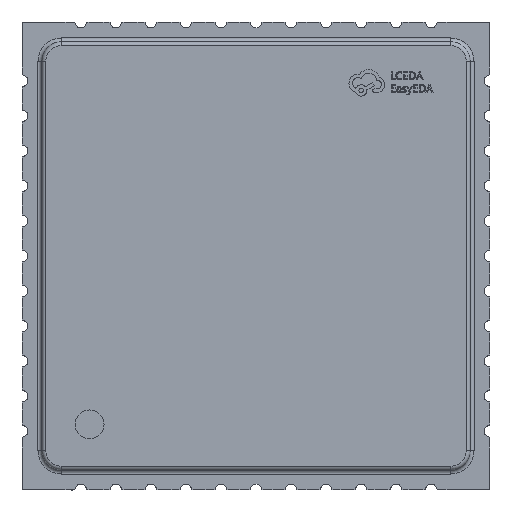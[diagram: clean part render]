
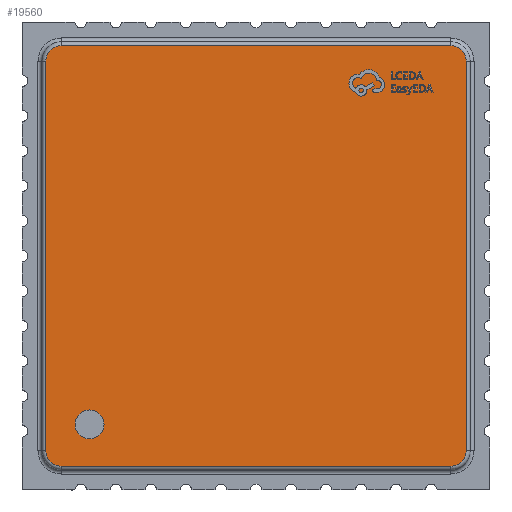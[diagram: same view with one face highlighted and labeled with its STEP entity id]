
A CAD part, top view. The second image highlights one B-rep face of the part: STEP entity #19560.
In plain terms, the highlighted planar face has unit normal (0, 0, 1).
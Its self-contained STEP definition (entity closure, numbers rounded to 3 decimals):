
#201 = CARTESIAN_POINT ( 'NONE',  ( 5., 5.4, 1.5 ) ) ;
#397 = VERTEX_POINT ( 'NONE', #28628 ) ;
#538 = VERTEX_POINT ( 'NONE', #8849 ) ;
#861 = CARTESIAN_POINT ( 'NONE',  ( 5.4, -5., 1.5 ) ) ;
#2448 = CARTESIAN_POINT ( 'NONE',  ( -4.276, -4.327, 1.5 ) ) ;
#3565 = ORIENTED_EDGE ( 'NONE', *, *, #29986, .T. ) ;
#3809 = CIRCLE ( 'NONE', #9929, 0.4 ) ;
#4196 = DIRECTION ( 'NONE',  ( 0., 0., 1. ) ) ;
#4419 = DIRECTION ( 'NONE',  ( 1., 0., 0. ) ) ;
#4438 = ORIENTED_EDGE ( 'NONE', *, *, #5237, .T. ) ;
#5237 = EDGE_CURVE ( 'NONE', #34257, #18997, #26470, .T. ) ;
#5556 = EDGE_CURVE ( 'NONE', #397, #29563, #15919, .T. ) ;
#6328 = DIRECTION ( 'NONE',  ( 1., 0., 0. ) ) ;
#6520 = VERTEX_POINT ( 'NONE', #201 ) ;
#6651 = EDGE_CURVE ( 'NONE', #29563, #397, #23135, .T. ) ;
#6695 = CARTESIAN_POINT ( 'NONE',  ( -5.4, -5., 1.5 ) ) ;
#6844 = CARTESIAN_POINT ( 'NONE',  ( -5.4, 5., 1.5 ) ) ;
#6968 = DIRECTION ( 'NONE',  ( 0., 0., 1. ) ) ;
#7061 = LINE ( 'NONE', #15254, #10285 ) ;
#7553 = AXIS2_PLACEMENT_3D ( 'NONE', #31458, #10689, #7739 ) ;
#7718 = ORIENTED_EDGE ( 'NONE', *, *, #12503, .T. ) ;
#7739 = DIRECTION ( 'NONE',  ( 1., 0., 0. ) ) ;
#7964 = CARTESIAN_POINT ( 'NONE',  ( -3.904, -4.327, 1.5 ) ) ;
#8718 = DIRECTION ( 'NONE',  ( 1., 0., 0. ) ) ;
#8849 = CARTESIAN_POINT ( 'NONE',  ( 5., -5.4, 1.5 ) ) ;
#8878 = EDGE_CURVE ( 'NONE', #18997, #24901, #3809, .T. ) ;
#8891 = CARTESIAN_POINT ( 'NONE',  ( 5., -5., 1.5 ) ) ;
#9250 = CARTESIAN_POINT ( 'NONE',  ( -4.276, -4.327, 1.5 ) ) ;
#9929 = AXIS2_PLACEMENT_3D ( 'NONE', #20015, #30538, #17421 ) ;
#10285 = VECTOR ( 'NONE', #25955, 1000. ) ;
#10354 = EDGE_CURVE ( 'NONE', #10508, #30382, #13274, .T. ) ;
#10508 = VERTEX_POINT ( 'NONE', #861 ) ;
#10689 = DIRECTION ( 'NONE',  ( 0., 0., 1. ) ) ;
#10900 = AXIS2_PLACEMENT_3D ( 'NONE', #2448, #23490, #26426 ) ;
#11327 = CARTESIAN_POINT ( 'NONE',  ( -5., -5.4, 1.5 ) ) ;
#11639 = CARTESIAN_POINT ( 'NONE',  ( 5.4, 5., 1.5 ) ) ;
#11848 = CARTESIAN_POINT ( 'NONE',  ( 0., 0., 1.5 ) ) ;
#11886 = CIRCLE ( 'NONE', #16343, 0.4 ) ;
#12032 = DIRECTION ( 'NONE',  ( 0., 0., 1. ) ) ;
#12503 = EDGE_CURVE ( 'NONE', #6520, #25819, #7061, .T. ) ;
#12535 = AXIS2_PLACEMENT_3D ( 'NONE', #22152, #32647, #6328 ) ;
#13146 = CARTESIAN_POINT ( 'NONE',  ( -5., 5.4, 1.5 ) ) ;
#13274 = LINE ( 'NONE', #24155, #16243 ) ;
#13652 = CIRCLE ( 'NONE', #12535, 0.4 ) ;
#14764 = VECTOR ( 'NONE', #4419, 1000. ) ;
#15254 = CARTESIAN_POINT ( 'NONE',  ( -5., 5.4, 1.5 ) ) ;
#15403 = AXIS2_PLACEMENT_3D ( 'NONE', #9250, #6968, #17601 ) ;
#15919 = CIRCLE ( 'NONE', #10900, 0.372 ) ;
#16036 = EDGE_LOOP ( 'NONE', ( #32280, #31910 ) ) ;
#16243 = VECTOR ( 'NONE', #26568, 1000. ) ;
#16343 = AXIS2_PLACEMENT_3D ( 'NONE', #8891, #12032, #8718 ) ;
#16954 = LINE ( 'NONE', #30225, #14764 ) ;
#17421 = DIRECTION ( 'NONE',  ( 1., 0., 0. ) ) ;
#17590 = FACE_BOUND ( 'NONE', #16036, .T. ) ;
#17601 = DIRECTION ( 'NONE',  ( 1., 0., 0. ) ) ;
#18290 = ORIENTED_EDGE ( 'NONE', *, *, #34156, .T. ) ;
#18997 = VERTEX_POINT ( 'NONE', #6695 ) ;
#19560 = ADVANCED_FACE ( 'NONE', ( #17590, #20000 ), #27922, .T. ) ;
#20000 = FACE_OUTER_BOUND ( 'NONE', #29987, .T. ) ;
#20015 = CARTESIAN_POINT ( 'NONE',  ( -5., -5., 1.5 ) ) ;
#20451 = AXIS2_PLACEMENT_3D ( 'NONE', #11848, #4196, #22438 ) ;
#20944 = DIRECTION ( 'NONE',  ( 0., -1., 0. ) ) ;
#21746 = ORIENTED_EDGE ( 'NONE', *, *, #28223, .T. ) ;
#22152 = CARTESIAN_POINT ( 'NONE',  ( 5., 5., 1.5 ) ) ;
#22438 = DIRECTION ( 'NONE',  ( 1., 0., 0. ) ) ;
#23094 = CIRCLE ( 'NONE', #7553, 0.4 ) ;
#23135 = CIRCLE ( 'NONE', #15403, 0.372 ) ;
#23490 = DIRECTION ( 'NONE',  ( 0., 0., 1. ) ) ;
#24155 = CARTESIAN_POINT ( 'NONE',  ( 5.4, 5., 1.5 ) ) ;
#24901 = VERTEX_POINT ( 'NONE', #11327 ) ;
#24981 = ORIENTED_EDGE ( 'NONE', *, *, #10354, .T. ) ;
#25819 = VERTEX_POINT ( 'NONE', #13146 ) ;
#25955 = DIRECTION ( 'NONE',  ( -1., 0., 0. ) ) ;
#26320 = ORIENTED_EDGE ( 'NONE', *, *, #29191, .T. ) ;
#26426 = DIRECTION ( 'NONE',  ( 1., 0., 0. ) ) ;
#26470 = LINE ( 'NONE', #28350, #28540 ) ;
#26568 = DIRECTION ( 'NONE',  ( 0., 1., 0. ) ) ;
#27922 = PLANE ( 'NONE',  #20451 ) ;
#28223 = EDGE_CURVE ( 'NONE', #538, #10508, #11886, .T. ) ;
#28350 = CARTESIAN_POINT ( 'NONE',  ( -5.4, -5., 1.5 ) ) ;
#28540 = VECTOR ( 'NONE', #20944, 1000. ) ;
#28628 = CARTESIAN_POINT ( 'NONE',  ( -4.648, -4.327, 1.5 ) ) ;
#29191 = EDGE_CURVE ( 'NONE', #24901, #538, #16954, .T. ) ;
#29563 = VERTEX_POINT ( 'NONE', #7964 ) ;
#29978 = ORIENTED_EDGE ( 'NONE', *, *, #8878, .T. ) ;
#29986 = EDGE_CURVE ( 'NONE', #30382, #6520, #13652, .T. ) ;
#29987 = EDGE_LOOP ( 'NONE', ( #24981, #3565, #7718, #18290, #4438, #29978, #26320, #21746 ) ) ;
#30225 = CARTESIAN_POINT ( 'NONE',  ( 5., -5.4, 1.5 ) ) ;
#30382 = VERTEX_POINT ( 'NONE', #11639 ) ;
#30538 = DIRECTION ( 'NONE',  ( 0., 0., 1. ) ) ;
#31458 = CARTESIAN_POINT ( 'NONE',  ( -5., 5., 1.5 ) ) ;
#31910 = ORIENTED_EDGE ( 'NONE', *, *, #5556, .F. ) ;
#32280 = ORIENTED_EDGE ( 'NONE', *, *, #6651, .F. ) ;
#32647 = DIRECTION ( 'NONE',  ( 0., 0., 1. ) ) ;
#34156 = EDGE_CURVE ( 'NONE', #25819, #34257, #23094, .T. ) ;
#34257 = VERTEX_POINT ( 'NONE', #6844 ) ;
